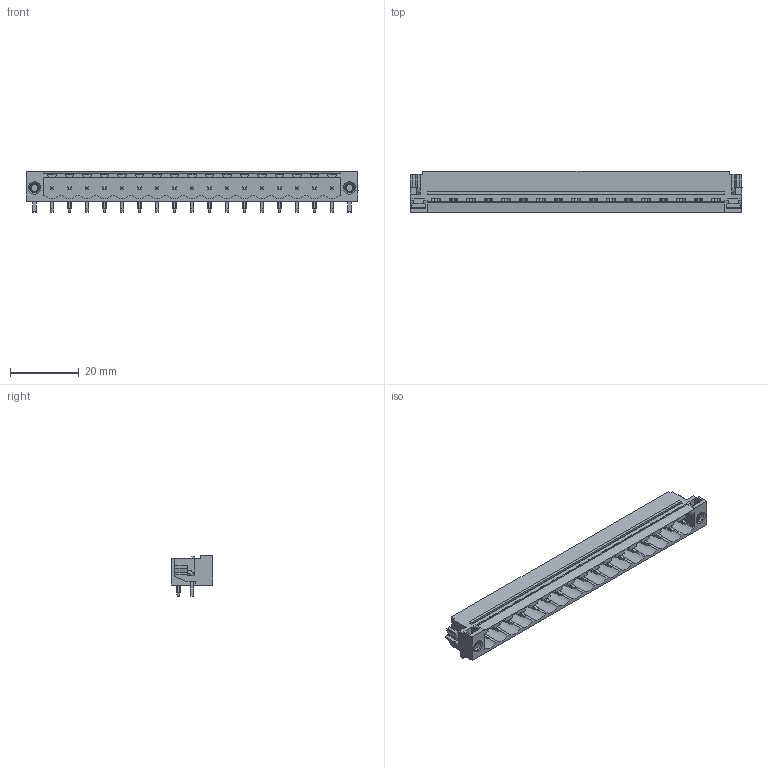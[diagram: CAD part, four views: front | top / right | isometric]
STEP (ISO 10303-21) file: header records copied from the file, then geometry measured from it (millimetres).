
FILE_DESCRIPTION(('CATIA V5 STEP Exchange','CAx-IF Rec.Pracs.--- Model Styling and Organization---1.2---2011-12-15'),'2;1');
FILE_NAME ('D1449273_0', '2018-10-25T03:34:24+00:00', ('none'), ('Weidmueller'), 'CATIA Version 5-6 Release 2014', 'CATIA V5 STEP AP214', 'none');
FILE_SCHEMA(('AUTOMOTIVE_DESIGN { 1 0 10303 214 1 1 1 1 }'));
Length unit declared in the file: millimetre
Products named in the file (1): 1149880000
Bounding box: 96.36 x 12 x 11.63 mm (x, y, z)
Volume: 4513.9 mm3; surface area: 7606 mm2
Topology: 22 solids, 22 shells, 987 faces, 2753 edges, 1776 vertices
Faces by surface type: plane 658, cylinder 317, cone 12
Entity records: 28872 total; most frequent: CARTESIAN_POINT 6349, ORIENTED_EDGE 5506, DIRECTION 3177, EDGE_CURVE 2747, VECTOR 1969, LINE 1969, VERTEX_POINT 1768, EDGE_LOOP 1033
